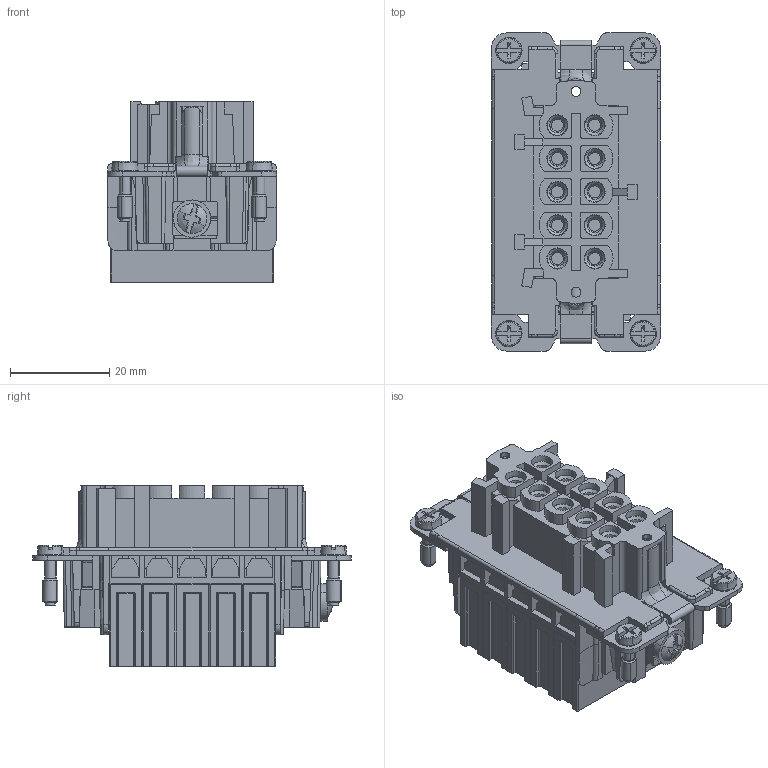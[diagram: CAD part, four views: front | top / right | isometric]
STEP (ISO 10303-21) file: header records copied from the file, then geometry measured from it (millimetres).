
FILE_DESCRIPTION(('CATIA V5 STEP Exchange','CAx-IF Rec.Pracs.--- Model Styling and Organization---1.4--- 2014-01-23'),'2;1');
FILE_NAME ('1114749-3_1', '2023-03-06T10:08:03+00:00', ('none'), ('Weidmueller'), 'CATIA Version 5-6 Release 2016 SP3 HF44', 'CATIA V5 STEP AP214', 'none');
FILE_SCHEMA(('AUTOMOTIVE_DESIGN { 1 0 10303 214 1 1 1 1 }'));
Products named in the file (1): 2666930000
Bounding box: 34 x 64 x 36.3 mm (x, y, z)
Volume: 35969.1 mm3; surface area: 24281.7 mm2
Topology: 3 solids, 38 shells, 2558 faces, 7122 edges, 4688 vertices
Faces by surface type: plane 1404, cylinder 804, cone 228, torus 74, bspline 24, extrusion 12, revolution 8, sphere 4
Entity records: 82342 total; most frequent: CARTESIAN_POINT 20283, ORIENTED_EDGE 14244, DIRECTION 10377, EDGE_CURVE 7122, VECTOR 4736, LINE 4724, VERTEX_POINT 4688, AXIS2_PLACEMENT_3D 3669
